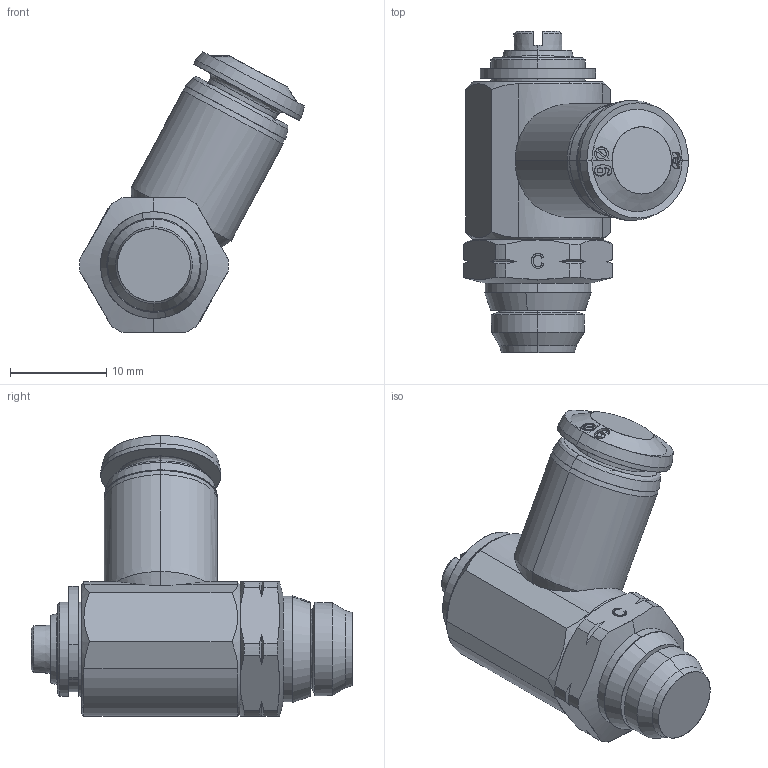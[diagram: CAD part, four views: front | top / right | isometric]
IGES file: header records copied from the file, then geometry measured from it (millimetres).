
Start section: SolidWorks IGES file using analytic representation for surfaces
Global section: file name: 5590000008A.igs; native system: SolidWorks 2011; preprocessor: SolidWorks 2011; author: cad05; date: 110524.120007; units: millimetre
Bounding box: 23.42 x 33.5 x 29.23 mm (x, y, z)
Surface area: 2497.1 mm2 (no closed solid volume)
Topology: 0 solids, 0 shells, 206 faces, 2528 edges, 2528 vertices
Faces by surface type: revolution 104, bspline 102
